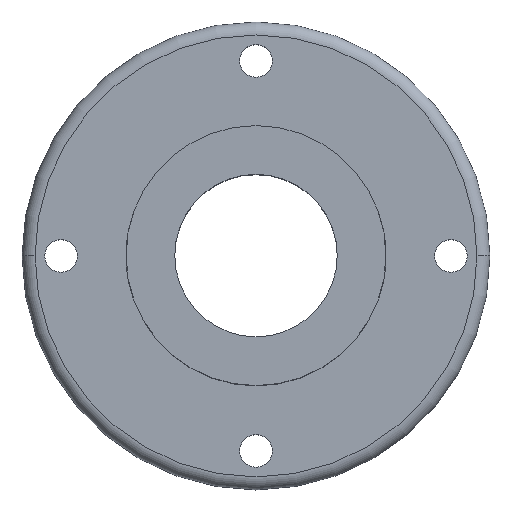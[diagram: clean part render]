
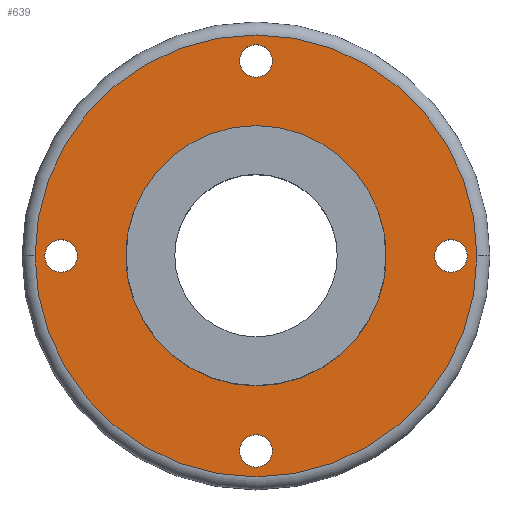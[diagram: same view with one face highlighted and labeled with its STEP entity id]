
A CAD part, top view. The second image highlights one B-rep face of the part: STEP entity #639.
In plain terms, the highlighted planar face has unit normal (0, 0, 1).
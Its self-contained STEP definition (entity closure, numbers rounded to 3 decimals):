
#6 = EDGE_LOOP ( 'NONE', ( #872, #456 ) ) ;
#17 = EDGE_CURVE ( 'NONE', #431, #1121, #121, .T. ) ;
#32 = CARTESIAN_POINT ( 'NONE',  ( 1.25, -15., 5. ) ) ;
#42 = DIRECTION ( 'NONE',  ( 0., 0., 1. ) ) ;
#46 = VERTEX_POINT ( 'NONE', #766 ) ;
#53 = EDGE_CURVE ( 'NONE', #987, #808, #94, .T. ) ;
#61 = CARTESIAN_POINT ( 'NONE',  ( -1.25, -15., 5. ) ) ;
#68 = CIRCLE ( 'NONE', #1038, 1.25 ) ;
#69 = DIRECTION ( 'NONE',  ( 0., 0., 1. ) ) ;
#74 = CARTESIAN_POINT ( 'NONE',  ( 0., 15., 5. ) ) ;
#80 = CARTESIAN_POINT ( 'NONE',  ( 0., 0., 5. ) ) ;
#94 = CIRCLE ( 'NONE', #692, 17. ) ;
#116 = EDGE_CURVE ( 'NONE', #266, #707, #756, .T. ) ;
#121 = CIRCLE ( 'NONE', #247, 10. ) ;
#140 = DIRECTION ( 'NONE',  ( 0., 0., 1. ) ) ;
#148 = AXIS2_PLACEMENT_3D ( 'NONE', #74, #1037, #521 ) ;
#168 = CARTESIAN_POINT ( 'NONE',  ( 0., 0., 5. ) ) ;
#171 = FACE_BOUND ( 'NONE', #1033, .T. ) ;
#178 = VERTEX_POINT ( 'NONE', #716 ) ;
#180 = EDGE_CURVE ( 'NONE', #799, #928, #246, .T. ) ;
#182 = AXIS2_PLACEMENT_3D ( 'NONE', #966, #460, #367 ) ;
#186 = EDGE_CURVE ( 'NONE', #1121, #431, #347, .T. ) ;
#196 = CARTESIAN_POINT ( 'NONE',  ( -17., 0., 5. ) ) ;
#201 = VERTEX_POINT ( 'NONE', #61 ) ;
#213 = CARTESIAN_POINT ( 'NONE',  ( 10., 0., 5. ) ) ;
#234 = AXIS2_PLACEMENT_3D ( 'NONE', #475, #568, #1082 ) ;
#246 = CIRCLE ( 'NONE', #148, 1.25 ) ;
#247 = AXIS2_PLACEMENT_3D ( 'NONE', #168, #69, #1106 ) ;
#254 = DIRECTION ( 'NONE',  ( 0., 0., 1. ) ) ;
#266 = VERTEX_POINT ( 'NONE', #964 ) ;
#268 = ORIENTED_EDGE ( 'NONE', *, *, #370, .F. ) ;
#273 = CIRCLE ( 'NONE', #182, 1.25 ) ;
#319 = CIRCLE ( 'NONE', #651, 1.25 ) ;
#341 = CARTESIAN_POINT ( 'NONE',  ( -1.25, 15., 5. ) ) ;
#347 = CIRCLE ( 'NONE', #1010, 10. ) ;
#367 = DIRECTION ( 'NONE',  ( 1., 0., 0. ) ) ;
#370 = EDGE_CURVE ( 'NONE', #46, #178, #319, .T. ) ;
#372 = CARTESIAN_POINT ( 'NONE',  ( -10., 0., 5. ) ) ;
#387 = CARTESIAN_POINT ( 'NONE',  ( -15., 0., 5. ) ) ;
#401 = AXIS2_PLACEMENT_3D ( 'NONE', #994, #140, #984 ) ;
#405 = FACE_BOUND ( 'NONE', #560, .T. ) ;
#431 = VERTEX_POINT ( 'NONE', #372 ) ;
#445 = DIRECTION ( 'NONE',  ( 1., 0., 0. ) ) ;
#456 = ORIENTED_EDGE ( 'NONE', *, *, #1061, .F. ) ;
#460 = DIRECTION ( 'NONE',  ( 0., 0., 1. ) ) ;
#475 = CARTESIAN_POINT ( 'NONE',  ( 0., -15., 5. ) ) ;
#481 = EDGE_LOOP ( 'NONE', ( #786, #626 ) ) ;
#498 = EDGE_CURVE ( 'NONE', #178, #46, #68, .T. ) ;
#506 = DIRECTION ( 'NONE',  ( 1., 0., 0. ) ) ;
#509 = ORIENTED_EDGE ( 'NONE', *, *, #17, .F. ) ;
#521 = DIRECTION ( 'NONE',  ( 1., 0., 0. ) ) ;
#522 = EDGE_LOOP ( 'NONE', ( #706, #1076 ) ) ;
#525 = EDGE_CURVE ( 'NONE', #808, #987, #750, .T. ) ;
#528 = CARTESIAN_POINT ( 'NONE',  ( 17., 0., 5. ) ) ;
#531 = EDGE_CURVE ( 'NONE', #587, #201, #543, .T. ) ;
#533 = AXIS2_PLACEMENT_3D ( 'NONE', #909, #835, #580 ) ;
#543 = CIRCLE ( 'NONE', #234, 1.25 ) ;
#557 = CARTESIAN_POINT ( 'NONE',  ( 15., 0., 5. ) ) ;
#560 = EDGE_LOOP ( 'NONE', ( #1104, #1107 ) ) ;
#566 = DIRECTION ( 'NONE',  ( 1., 0., 0. ) ) ;
#568 = DIRECTION ( 'NONE',  ( 0., 0., 1. ) ) ;
#570 = PLANE ( 'NONE',  #533 ) ;
#580 = DIRECTION ( 'NONE',  ( 1., 0., 0. ) ) ;
#582 = EDGE_CURVE ( 'NONE', #201, #587, #906, .T. ) ;
#587 = VERTEX_POINT ( 'NONE', #32 ) ;
#626 = ORIENTED_EDGE ( 'NONE', *, *, #53, .T. ) ;
#636 = DIRECTION ( 'NONE',  ( 0., 0., 1. ) ) ;
#639 = ADVANCED_FACE ( 'NONE', ( #852, #661, #405, #1114, #1060, #171 ), #570, .T. ) ;
#648 = DIRECTION ( 'NONE',  ( 0., 0., 1. ) ) ;
#651 = AXIS2_PLACEMENT_3D ( 'NONE', #557, #1063, #719 ) ;
#660 = DIRECTION ( 'NONE',  ( 1., 0., 0. ) ) ;
#661 = FACE_BOUND ( 'NONE', #522, .T. ) ;
#692 = AXIS2_PLACEMENT_3D ( 'NONE', #844, #850, #924 ) ;
#706 = ORIENTED_EDGE ( 'NONE', *, *, #582, .F. ) ;
#707 = VERTEX_POINT ( 'NONE', #916 ) ;
#710 = AXIS2_PLACEMENT_3D ( 'NONE', #387, #636, #566 ) ;
#716 = CARTESIAN_POINT ( 'NONE',  ( 13.75, 0., 5. ) ) ;
#719 = DIRECTION ( 'NONE',  ( 1., 0., 0. ) ) ;
#721 = ORIENTED_EDGE ( 'NONE', *, *, #186, .F. ) ;
#742 = CARTESIAN_POINT ( 'NONE',  ( 15., 0., 5. ) ) ;
#750 = CIRCLE ( 'NONE', #401, 17. ) ;
#756 = CIRCLE ( 'NONE', #771, 1.25 ) ;
#766 = CARTESIAN_POINT ( 'NONE',  ( 16.25, 0., 5. ) ) ;
#771 = AXIS2_PLACEMENT_3D ( 'NONE', #789, #1041, #445 ) ;
#786 = ORIENTED_EDGE ( 'NONE', *, *, #525, .T. ) ;
#789 = CARTESIAN_POINT ( 'NONE',  ( -15., 0., 5. ) ) ;
#799 = VERTEX_POINT ( 'NONE', #341 ) ;
#808 = VERTEX_POINT ( 'NONE', #528 ) ;
#818 = CARTESIAN_POINT ( 'NONE',  ( 0., -15., 5. ) ) ;
#835 = DIRECTION ( 'NONE',  ( 0., 0., 1. ) ) ;
#844 = CARTESIAN_POINT ( 'NONE',  ( 0., 0., 5. ) ) ;
#850 = DIRECTION ( 'NONE',  ( 0., 0., 1. ) ) ;
#852 = FACE_OUTER_BOUND ( 'NONE', #481, .T. ) ;
#863 = CARTESIAN_POINT ( 'NONE',  ( 1.25, 15., 5. ) ) ;
#872 = ORIENTED_EDGE ( 'NONE', *, *, #116, .F. ) ;
#905 = DIRECTION ( 'NONE',  ( 1., 0., 0. ) ) ;
#906 = CIRCLE ( 'NONE', #993, 1.25 ) ;
#909 = CARTESIAN_POINT ( 'NONE',  ( 0., 0., 5. ) ) ;
#916 = CARTESIAN_POINT ( 'NONE',  ( -13.75, 0., 5. ) ) ;
#924 = DIRECTION ( 'NONE',  ( 1., 0., 0. ) ) ;
#928 = VERTEX_POINT ( 'NONE', #863 ) ;
#944 = ORIENTED_EDGE ( 'NONE', *, *, #498, .F. ) ;
#958 = EDGE_LOOP ( 'NONE', ( #944, #268 ) ) ;
#964 = CARTESIAN_POINT ( 'NONE',  ( -16.25, 0., 5. ) ) ;
#966 = CARTESIAN_POINT ( 'NONE',  ( 0., 15., 5. ) ) ;
#981 = EDGE_CURVE ( 'NONE', #928, #799, #273, .T. ) ;
#984 = DIRECTION ( 'NONE',  ( 1., 0., 0. ) ) ;
#987 = VERTEX_POINT ( 'NONE', #196 ) ;
#993 = AXIS2_PLACEMENT_3D ( 'NONE', #818, #648, #905 ) ;
#994 = CARTESIAN_POINT ( 'NONE',  ( 0., 0., 5. ) ) ;
#1010 = AXIS2_PLACEMENT_3D ( 'NONE', #80, #254, #506 ) ;
#1033 = EDGE_LOOP ( 'NONE', ( #509, #721 ) ) ;
#1036 = CIRCLE ( 'NONE', #710, 1.25 ) ;
#1037 = DIRECTION ( 'NONE',  ( 0., 0., 1. ) ) ;
#1038 = AXIS2_PLACEMENT_3D ( 'NONE', #742, #42, #660 ) ;
#1041 = DIRECTION ( 'NONE',  ( 0., 0., 1. ) ) ;
#1060 = FACE_BOUND ( 'NONE', #958, .T. ) ;
#1061 = EDGE_CURVE ( 'NONE', #707, #266, #1036, .T. ) ;
#1063 = DIRECTION ( 'NONE',  ( 0., 0., 1. ) ) ;
#1076 = ORIENTED_EDGE ( 'NONE', *, *, #531, .F. ) ;
#1082 = DIRECTION ( 'NONE',  ( 1., 0., 0. ) ) ;
#1104 = ORIENTED_EDGE ( 'NONE', *, *, #180, .F. ) ;
#1106 = DIRECTION ( 'NONE',  ( 1., 0., 0. ) ) ;
#1107 = ORIENTED_EDGE ( 'NONE', *, *, #981, .F. ) ;
#1114 = FACE_BOUND ( 'NONE', #6, .T. ) ;
#1121 = VERTEX_POINT ( 'NONE', #213 ) ;
